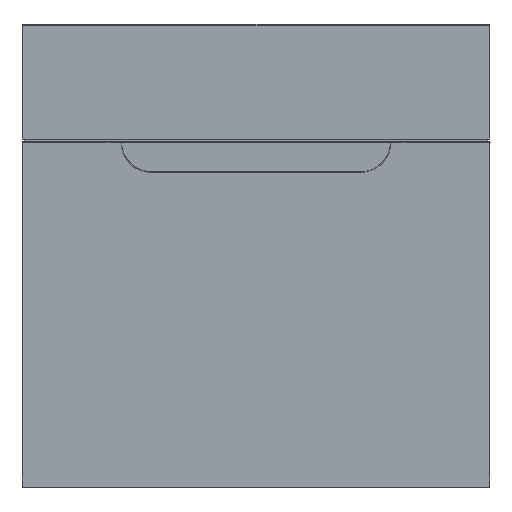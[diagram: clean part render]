
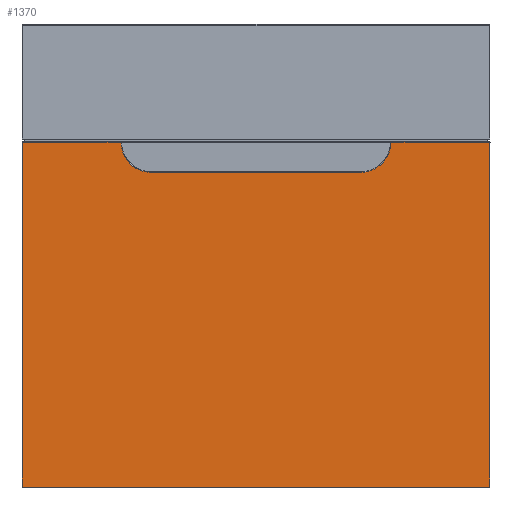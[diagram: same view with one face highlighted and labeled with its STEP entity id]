
A CAD part, front view. The second image highlights one B-rep face of the part: STEP entity #1370.
In plain terms, the highlighted face is planar.
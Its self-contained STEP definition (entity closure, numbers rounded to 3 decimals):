
#276=(
BOUNDED_CURVE()
B_SPLINE_CURVE(2,(#15964,#15965,#15966),.UNSPECIFIED.,.F.,.F.)
B_SPLINE_CURVE_WITH_KNOTS((3,3),(-47.409,0.),.UNSPECIFIED.)
CURVE()
GEOMETRIC_REPRESENTATION_ITEM()
RATIONAL_B_SPLINE_CURVE((1.,0.713,1.))
REPRESENTATION_ITEM('')
);
#277=(
BOUNDED_CURVE()
B_SPLINE_CURVE(2,(#15969,#15970,#15971),.UNSPECIFIED.,.F.,.F.)
B_SPLINE_CURVE_WITH_KNOTS((3,3),(-47.409,0.),.UNSPECIFIED.)
CURVE()
GEOMETRIC_REPRESENTATION_ITEM()
RATIONAL_B_SPLINE_CURVE((1.,0.713,1.))
REPRESENTATION_ITEM('')
);
#1370=ADVANCED_FACE('',(#2110),#10958,.T.);
#2110=FACE_OUTER_BOUND('',#2852,.T.);
#2852=EDGE_LOOP('',(#4000,#4001,#4002,#4003,#4004,#4005,#4006,#4007));
#4000=ORIENTED_EDGE('',*,*,#7282,.F.);
#4001=ORIENTED_EDGE('',*,*,#7292,.F.);
#4002=ORIENTED_EDGE('',*,*,#7291,.T.);
#4003=ORIENTED_EDGE('',*,*,#7290,.T.);
#4004=ORIENTED_EDGE('',*,*,#7289,.T.);
#4005=ORIENTED_EDGE('',*,*,#7288,.T.);
#4006=ORIENTED_EDGE('',*,*,#7287,.T.);
#4007=ORIENTED_EDGE('',*,*,#7286,.T.);
#7282=EDGE_CURVE('',#9976,#9978,#8972,.T.);
#7286=EDGE_CURVE('',#9980,#9978,#8974,.T.);
#7287=EDGE_CURVE('',#9981,#9980,#276,.T.);
#7288=EDGE_CURVE('',#9982,#9981,#8975,.T.);
#7289=EDGE_CURVE('',#9983,#9982,#277,.T.);
#7290=EDGE_CURVE('',#9984,#9983,#8976,.T.);
#7291=EDGE_CURVE('',#9977,#9984,#8977,.T.);
#7292=EDGE_CURVE('',#9977,#9976,#8978,.T.);
#8972=B_SPLINE_CURVE_WITH_KNOTS('',1,(#15952,#15953),.UNSPECIFIED.,.F.,
 .F.,(2,2),(-346.,0.),.UNSPECIFIED.);
#8974=B_SPLINE_CURVE_WITH_KNOTS('',1,(#15962,#15963),.UNSPECIFIED.,.F.,
 .F.,(2,2),(-99.004,0.),.UNSPECIFIED.);
#8975=B_SPLINE_CURVE_WITH_KNOTS('',1,(#15967,#15968),.UNSPECIFIED.,.F.,
 .F.,(2,2),(-210.,0.),.UNSPECIFIED.);
#8976=B_SPLINE_CURVE_WITH_KNOTS('',1,(#15972,#15973),.UNSPECIFIED.,.F.,
 .F.,(2,2),(-99.004,0.),.UNSPECIFIED.);
#8977=B_SPLINE_CURVE_WITH_KNOTS('',1,(#15974,#15975),.UNSPECIFIED.,.F.,
 .F.,(2,2),(-346.,0.),.UNSPECIFIED.);
#8978=B_SPLINE_CURVE_WITH_KNOTS('',1,(#15976,#15977),.UNSPECIFIED.,.F.,
 .F.,(2,2),(0.,469.),.UNSPECIFIED.);
#9976=VERTEX_POINT('',#15837);
#9977=VERTEX_POINT('',#15838);
#9978=VERTEX_POINT('',#15839);
#9980=VERTEX_POINT('',#15841);
#9981=VERTEX_POINT('',#15842);
#9982=VERTEX_POINT('',#15843);
#9983=VERTEX_POINT('',#15844);
#9984=VERTEX_POINT('',#15845);
#10958=PLANE('',#11772);
#11772=AXIS2_PLACEMENT_3D('',#15054,#12278,$);
#12278=DIRECTION('',(0.,0.,1.));
#15054=CARTESIAN_POINT('',(-282.101,-208.301,18.));
#15837=CARTESIAN_POINT('',(-234.5,-173.,18.));
#15838=CARTESIAN_POINT('',(234.5,-173.,18.));
#15839=CARTESIAN_POINT('',(-234.5,173.,18.));
#15841=CARTESIAN_POINT('',(-135.496,173.,18.));
#15842=CARTESIAN_POINT('',(-105.,143.,18.));
#15843=CARTESIAN_POINT('',(105.,143.,18.));
#15844=CARTESIAN_POINT('',(135.496,173.,18.));
#15845=CARTESIAN_POINT('',(234.5,173.,18.));
#15952=CARTESIAN_POINT('',(-234.5,-173.,18.));
#15953=CARTESIAN_POINT('',(-234.5,173.,18.));
#15962=CARTESIAN_POINT('',(-135.496,173.,18.));
#15963=CARTESIAN_POINT('',(-234.5,173.,18.));
#15964=CARTESIAN_POINT('',(-105.,143.,18.));
#15965=CARTESIAN_POINT('',(-135.004,143.,18.));
#15966=CARTESIAN_POINT('',(-135.496,173.,18.));
#15967=CARTESIAN_POINT('',(105.,143.,18.));
#15968=CARTESIAN_POINT('',(-105.,143.,18.));
#15969=CARTESIAN_POINT('',(135.496,173.,18.));
#15970=CARTESIAN_POINT('',(135.004,143.,18.));
#15971=CARTESIAN_POINT('',(105.,143.,18.));
#15972=CARTESIAN_POINT('',(234.5,173.,18.));
#15973=CARTESIAN_POINT('',(135.496,173.,18.));
#15974=CARTESIAN_POINT('',(234.5,-173.,18.));
#15975=CARTESIAN_POINT('',(234.5,173.,18.));
#15976=CARTESIAN_POINT('',(234.5,-173.,18.));
#15977=CARTESIAN_POINT('',(-234.5,-173.,18.));
